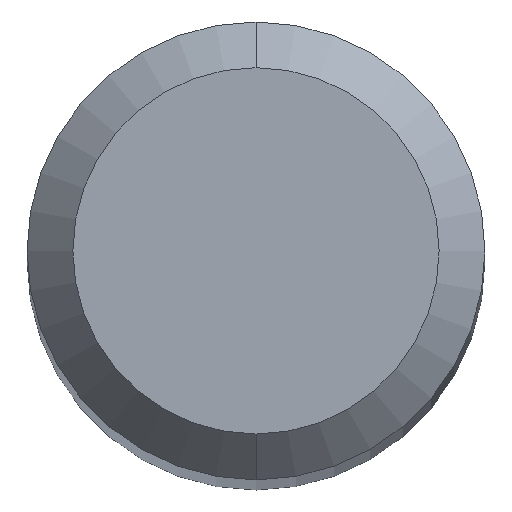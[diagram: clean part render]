
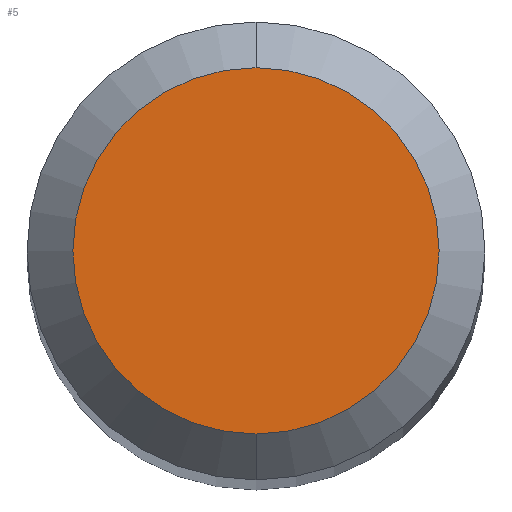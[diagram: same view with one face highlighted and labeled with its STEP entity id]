
A CAD part, top view. The second image highlights one B-rep face of the part: STEP entity #5.
In plain terms, the highlighted planar face has unit normal (0, 0, 1).
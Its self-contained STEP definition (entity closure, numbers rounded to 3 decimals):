
#5 = ADVANCED_FACE ( 'NONE', ( #167 ), #212, .F. ) ;
#9 = AXIS2_PLACEMENT_3D ( 'NONE', #77, #61, #165 ) ;
#13 = DIRECTION ( 'NONE',  ( 0., 1., 0. ) ) ;
#23 = CARTESIAN_POINT ( 'NONE',  ( 0., -4.286, 0. ) ) ;
#38 = CARTESIAN_POINT ( 'NONE',  ( 0., 4.286, 0. ) ) ;
#55 = EDGE_CURVE ( 'NONE', #143, #164, #88, .T. ) ;
#61 = DIRECTION ( 'NONE',  ( 0., 0., 1. ) ) ;
#66 = ORIENTED_EDGE ( 'NONE', *, *, #100, .T. ) ;
#71 = DIRECTION ( 'NONE',  ( 0., 1., 0. ) ) ;
#77 = CARTESIAN_POINT ( 'NONE',  ( 0., 0., 0. ) ) ;
#88 = CIRCLE ( 'NONE', #9, 4.286 ) ;
#100 = EDGE_CURVE ( 'NONE', #164, #143, #200, .T. ) ;
#108 = AXIS2_PLACEMENT_3D ( 'NONE', #179, #112, #13 ) ;
#111 = ORIENTED_EDGE ( 'NONE', *, *, #55, .T. ) ;
#112 = DIRECTION ( 'NONE',  ( 0., 0., -1. ) ) ;
#143 = VERTEX_POINT ( 'NONE', #23 ) ;
#153 = EDGE_LOOP ( 'NONE', ( #66, #111 ) ) ;
#164 = VERTEX_POINT ( 'NONE', #38 ) ;
#165 = DIRECTION ( 'NONE',  ( 0., 1., 0. ) ) ;
#167 = FACE_OUTER_BOUND ( 'NONE', #153, .T. ) ;
#172 = CARTESIAN_POINT ( 'NONE',  ( 0., 0., 0. ) ) ;
#179 = CARTESIAN_POINT ( 'NONE',  ( 0., 5.358, 0. ) ) ;
#187 = DIRECTION ( 'NONE',  ( 0., 0., 1. ) ) ;
#200 = CIRCLE ( 'NONE', #205, 4.286 ) ;
#205 = AXIS2_PLACEMENT_3D ( 'NONE', #172, #187, #71 ) ;
#212 = PLANE ( 'NONE',  #108 ) ;
